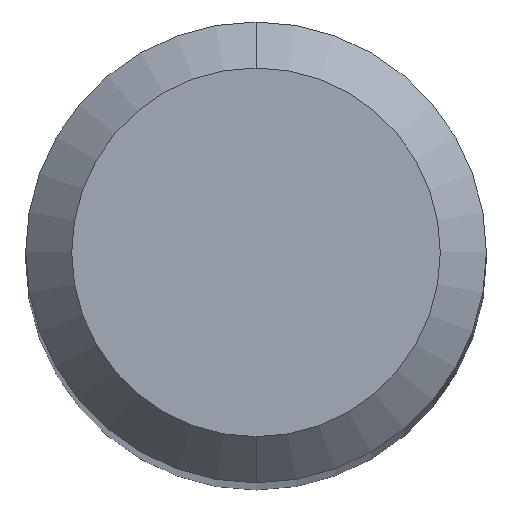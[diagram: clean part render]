
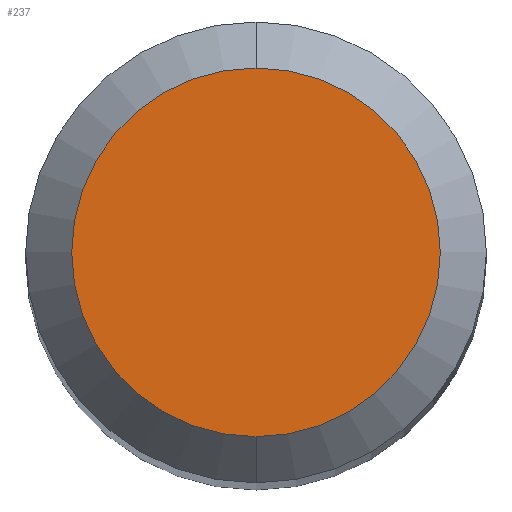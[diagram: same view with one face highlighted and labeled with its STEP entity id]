
A CAD part, top view. The second image highlights one B-rep face of the part: STEP entity #237.
In plain terms, the highlighted planar face has unit normal (0, 0, 1).
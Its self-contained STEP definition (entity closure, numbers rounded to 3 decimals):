
#237=ADVANCED_FACE('',(#551),#552,.T.);
#345=EDGE_CURVE('',#447,#423,#671,.T.);
#387=EDGE_CURVE('',#423,#447,#719,.T.);
#423=VERTEX_POINT('',#758);
#447=VERTEX_POINT('',#783);
#551=FACE_OUTER_BOUND('',#976,.T.);
#552=PLANE('',#977);
#671=CIRCLE('',#1239,1.2);
#719=CIRCLE('',#1305,1.2);
#758=CARTESIAN_POINT('',(0.0,1.2,0.0));
#783=CARTESIAN_POINT('',(0.,-1.2,0.0));
#976=EDGE_LOOP('',(#1519,#1520));
#977=AXIS2_PLACEMENT_3D('',#1521,#1522,#1523);
#1239=AXIS2_PLACEMENT_3D('',#1658,#1659,#1660);
#1305=AXIS2_PLACEMENT_3D('',#1725,#1726,#1727);
#1519=ORIENTED_EDGE('',*,*,#387,.F.);
#1520=ORIENTED_EDGE('',*,*,#345,.F.);
#1521=CARTESIAN_POINT('',(0.0,0.6,0.0));
#1522=DIRECTION('',(-0.0,0.0,1.0));
#1523=DIRECTION('',(0.0,-1.0,0.0));
#1658=CARTESIAN_POINT('',(0.0,0.0,0.0));
#1659=DIRECTION('',(0.0,0.0,-1.0));
#1660=DIRECTION('',(0.0,1.0,0.0));
#1725=CARTESIAN_POINT('',(0.0,0.0,0.0));
#1726=DIRECTION('',(0.0,0.0,-1.0));
#1727=DIRECTION('',(0.0,1.0,0.0));
